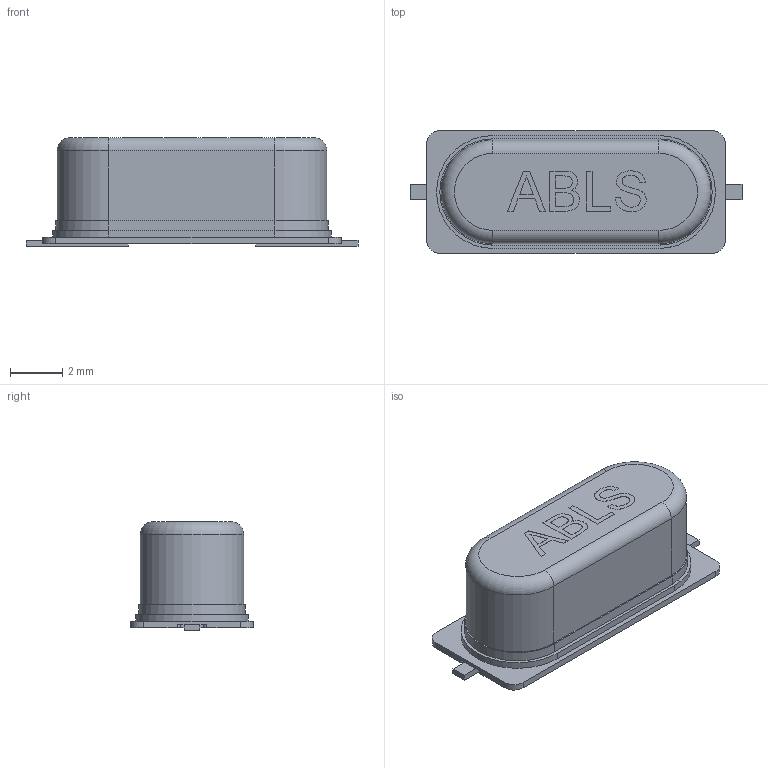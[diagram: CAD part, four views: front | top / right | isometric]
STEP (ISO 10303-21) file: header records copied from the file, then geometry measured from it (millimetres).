
FILE_DESCRIPTION(('FreeCAD Model'),'2;1');
FILE_NAME('ABLS.step','2018-08-14T20:43:31',( 'kicad StepUp'),('ksu MCAD'),'Open CASCADE STEP processor 6.8', 'FreeCAD','Unknown');
FILE_SCHEMA(('AUTOMOTIVE_DESIGN_CC2 { 1 2 10303 214 -1 1 5 4 }'));
Length unit declared in the file: millimetre
Products named in the file (2): ASSEMBLY; ABLS
Assembly tree (1 placements, depth 2):
  ASSEMBLY
    ABLS
Bounding box: 12.7 x 4.7 x 4.17 mm (x, y, z)
Volume: 157 mm3; surface area: 213.6 mm2
Topology: 1 solids, 1 shells, 124 faces, 318 edges, 208 vertices
Faces by surface type: plane 76, bspline 26, cylinder 20, torus 2
Entity records: 5956 total; most frequent: CARTESIAN_POINT 2182, ORIENTED_EDGE 636, DIRECTION 508, EDGE_CURVE 318, LINE 224, VECTOR 224, VERTEX_POINT 208, AXIS2_PLACEMENT_3D 142
